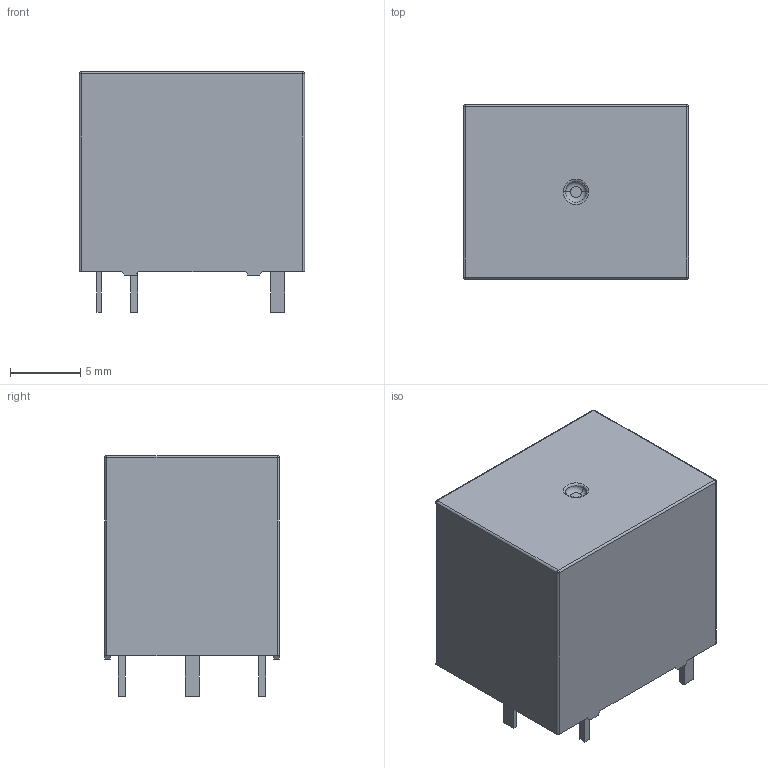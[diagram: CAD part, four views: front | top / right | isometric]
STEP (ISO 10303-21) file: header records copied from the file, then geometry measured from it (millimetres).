
FILE_DESCRIPTION (( 'STEP AP214' ), '1' );
FILE_NAME ('RELAY-TH_L16.0-W12.4-H14.2-C.step', '2022-07-09T13:43:33', ( '' ), ( '' ), 'SwSTEP 2.0', 'SolidWorks 2020', '' );
FILE_SCHEMA (( 'AUTOMOTIVE_DESIGN' ));
Length unit declared in the file: millimetre
Products named in the file (1): RELAY-TH_L16.0-W12.4-H14.2-C
Bounding box: 16 x 12.41 x 17.1 mm (x, y, z)
Volume: 2734.4 mm3; surface area: 1270.6 mm2
Topology: 1 solids, 1 shells, 359 faces, 965 edges, 636 vertices
Faces by surface type: plane 223, bspline 112, cylinder 16, torus 4, sphere 4
Entity records: 16280 total; most frequent: CARTESIAN_POINT 4061, ORIENTED_EDGE 1922, DIRECTION 1271, EDGE_CURVE 961, LINE 691, VECTOR 691, VERTEX_POINT 636, EDGE_LOOP 391
